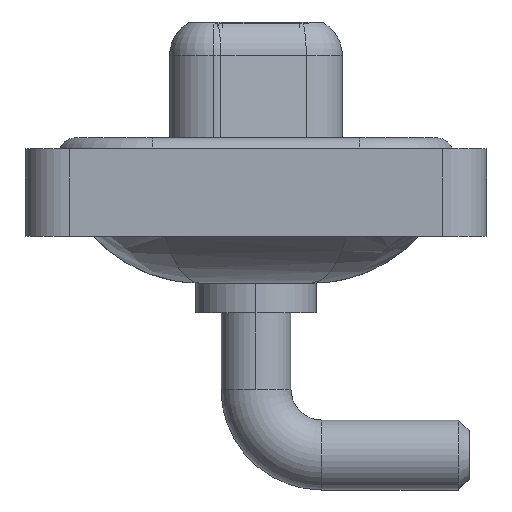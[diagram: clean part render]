
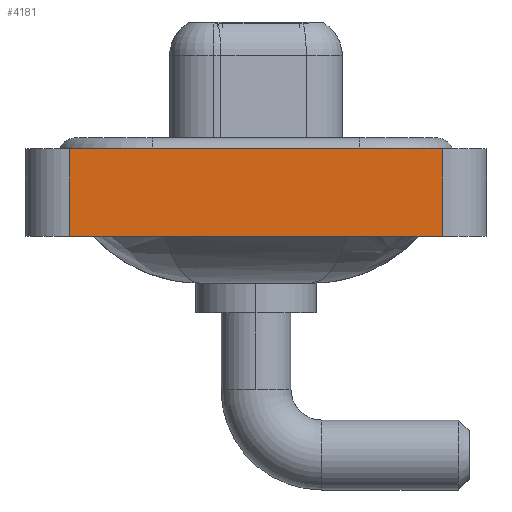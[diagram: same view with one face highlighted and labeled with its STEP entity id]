
A CAD part, left-side view. The second image highlights one B-rep face of the part: STEP entity #4181.
In plain terms, the highlighted planar face has unit normal (-1, 0, 0).
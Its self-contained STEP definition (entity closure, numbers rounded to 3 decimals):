
#528 = CARTESIAN_POINT ( 'NONE',  ( -7.35, -8.55, 0.4 ) ) ;
#823 = LINE ( 'NONE', #13477, #1664 ) ;
#1457 = CARTESIAN_POINT ( 'NONE',  ( -7.35, 8.55, 0.4 ) ) ;
#1516 = LINE ( 'NONE', #528, #14923 ) ;
#1664 = VECTOR ( 'NONE', #6036, 1000. ) ;
#1780 = ORIENTED_EDGE ( 'NONE', *, *, #6532, .F. ) ;
#1788 = CARTESIAN_POINT ( 'NONE',  ( -7.35, -8.55, -3.6 ) ) ;
#2313 = VERTEX_POINT ( 'NONE', #14563 ) ;
#2315 = ORIENTED_EDGE ( 'NONE', *, *, #15609, .T. ) ;
#2679 = VECTOR ( 'NONE', #9614, 1000. ) ;
#3176 = CARTESIAN_POINT ( 'NONE',  ( -7.35, -8.55, -3.6 ) ) ;
#3207 = DIRECTION ( 'NONE',  ( -1., 0., 0. ) ) ;
#3371 = ORIENTED_EDGE ( 'NONE', *, *, #9933, .T. ) ;
#3772 = VERTEX_POINT ( 'NONE', #1457 ) ;
#3929 = EDGE_LOOP ( 'NONE', ( #2315, #11926, #1780, #3371 ) ) ;
#4181 = ADVANCED_FACE ( 'NONE', ( #5604 ), #15449, .T. ) ;
#5604 = FACE_OUTER_BOUND ( 'NONE', #3929, .T. ) ;
#5879 = LINE ( 'NONE', #12251, #2679 ) ;
#6036 = DIRECTION ( 'NONE',  ( 0., 0., 1. ) ) ;
#6532 = EDGE_CURVE ( 'NONE', #12493, #3772, #823, .T. ) ;
#7810 = CARTESIAN_POINT ( 'NONE',  ( -7.35, 8.55, -3.6 ) ) ;
#8079 = VERTEX_POINT ( 'NONE', #14837 ) ;
#8451 = LINE ( 'NONE', #3176, #14264 ) ;
#9614 = DIRECTION ( 'NONE',  ( 0., -1., 0. ) ) ;
#9933 = EDGE_CURVE ( 'NONE', #12493, #2313, #5879, .T. ) ;
#10397 = DIRECTION ( 'NONE',  ( 0., -1., 0. ) ) ;
#11926 = ORIENTED_EDGE ( 'NONE', *, *, #13526, .F. ) ;
#12251 = CARTESIAN_POINT ( 'NONE',  ( -7.35, -8.55, -3.6 ) ) ;
#12493 = VERTEX_POINT ( 'NONE', #7810 ) ;
#13477 = CARTESIAN_POINT ( 'NONE',  ( -7.35, 8.55, -3.6 ) ) ;
#13497 = DIRECTION ( 'NONE',  ( 0., 0., 1. ) ) ;
#13526 = EDGE_CURVE ( 'NONE', #3772, #8079, #1516, .T. ) ;
#14264 = VECTOR ( 'NONE', #13497, 1000. ) ;
#14563 = CARTESIAN_POINT ( 'NONE',  ( -7.35, -8.55, -3.6 ) ) ;
#14785 = AXIS2_PLACEMENT_3D ( 'NONE', #1788, #3207, #15770 ) ;
#14837 = CARTESIAN_POINT ( 'NONE',  ( -7.35, -8.55, 0.4 ) ) ;
#14923 = VECTOR ( 'NONE', #10397, 1000. ) ;
#15449 = PLANE ( 'NONE',  #14785 ) ;
#15609 = EDGE_CURVE ( 'NONE', #2313, #8079, #8451, .T. ) ;
#15770 = DIRECTION ( 'NONE',  ( 0., 0., 1. ) ) ;
